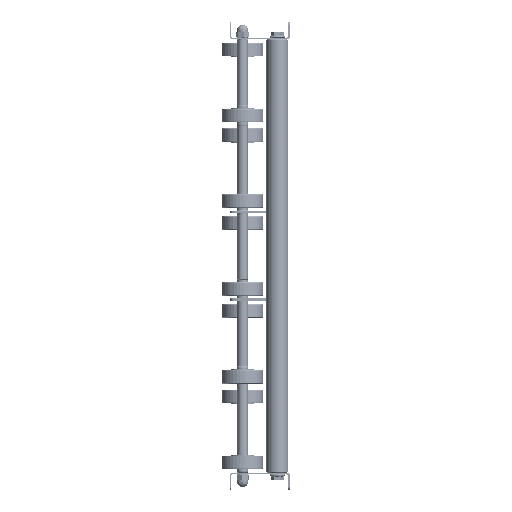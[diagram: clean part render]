
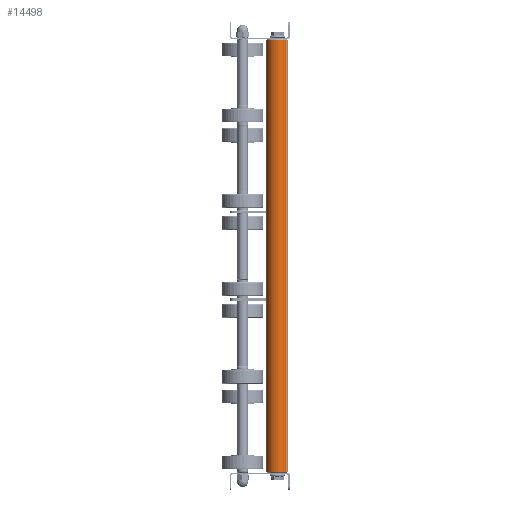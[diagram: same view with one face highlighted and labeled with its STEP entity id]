
A CAD part, left-side view. The second image highlights one B-rep face of the part: STEP entity #14498.
In plain terms, the highlighted cylindrical face has radius 12.5 mm (diameter 25 mm), a partial arc.
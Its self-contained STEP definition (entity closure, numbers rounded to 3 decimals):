
#47 = CIRCLE ( 'NONE', #6319, 12.5 ) ;
#115 = VERTEX_POINT ( 'NONE', #10177 ) ;
#263 = EDGE_LOOP ( 'NONE', ( #14180, #16654, #20376, #16245 ) ) ;
#1328 = FACE_OUTER_BOUND ( 'NONE', #263, .T. ) ;
#2199 = EDGE_CURVE ( 'NONE', #115, #21545, #47, .T. ) ;
#2413 = DIRECTION ( 'NONE',  ( -1., 0., 0. ) ) ;
#3508 = VERTEX_POINT ( 'NONE', #18971 ) ;
#3885 = CARTESIAN_POINT ( 'NONE',  ( 499., 0., 12.5 ) ) ;
#4714 = CIRCLE ( 'NONE', #19754, 12.5 ) ;
#4841 = VECTOR ( 'NONE', #5928, 1000. ) ;
#5799 = EDGE_CURVE ( 'NONE', #115, #3508, #21009, .T. ) ;
#5928 = DIRECTION ( 'NONE',  ( -1., 0., 0. ) ) ;
#6319 = AXIS2_PLACEMENT_3D ( 'NONE', #13186, #6733, #8166 ) ;
#6733 = DIRECTION ( 'NONE',  ( -1., 0., 0. ) ) ;
#7263 = VERTEX_POINT ( 'NONE', #8718 ) ;
#7644 = CARTESIAN_POINT ( 'NONE',  ( 1., 0., 0. ) ) ;
#7991 = CARTESIAN_POINT ( 'NONE',  ( 500., 0., 0. ) ) ;
#8166 = DIRECTION ( 'NONE',  ( 0., 0., -1. ) ) ;
#8718 = CARTESIAN_POINT ( 'NONE',  ( 1., 0., 12.5 ) ) ;
#9264 = EDGE_CURVE ( 'NONE', #21545, #7263, #10956, .T. ) ;
#9517 = CYLINDRICAL_SURFACE ( 'NONE', #19496, 12.5 ) ;
#10003 = VECTOR ( 'NONE', #2413, 1000. ) ;
#10177 = CARTESIAN_POINT ( 'NONE',  ( 499., 0., -12.5 ) ) ;
#10956 = LINE ( 'NONE', #17335, #4841 ) ;
#11229 = EDGE_CURVE ( 'NONE', #7263, #3508, #4714, .T. ) ;
#12667 = CARTESIAN_POINT ( 'NONE',  ( 500., 0., -12.5 ) ) ;
#13186 = CARTESIAN_POINT ( 'NONE',  ( 499., 0., 0. ) ) ;
#14180 = ORIENTED_EDGE ( 'NONE', *, *, #5799, .F. ) ;
#14498 = ADVANCED_FACE ( 'NONE', ( #1328 ), #9517, .T. ) ;
#16245 = ORIENTED_EDGE ( 'NONE', *, *, #11229, .T. ) ;
#16654 = ORIENTED_EDGE ( 'NONE', *, *, #2199, .T. ) ;
#17335 = CARTESIAN_POINT ( 'NONE',  ( 500., 0., 12.5 ) ) ;
#17739 = DIRECTION ( 'NONE',  ( -1., 0., 0. ) ) ;
#18063 = DIRECTION ( 'NONE',  ( 0., 0., 1. ) ) ;
#18971 = CARTESIAN_POINT ( 'NONE',  ( 1., 0., -12.5 ) ) ;
#19356 = DIRECTION ( 'NONE',  ( 1., 0., 0. ) ) ;
#19496 = AXIS2_PLACEMENT_3D ( 'NONE', #7991, #17739, #18063 ) ;
#19754 = AXIS2_PLACEMENT_3D ( 'NONE', #7644, #19356, #21227 ) ;
#20376 = ORIENTED_EDGE ( 'NONE', *, *, #9264, .T. ) ;
#21009 = LINE ( 'NONE', #12667, #10003 ) ;
#21227 = DIRECTION ( 'NONE',  ( 0., 0., -1. ) ) ;
#21545 = VERTEX_POINT ( 'NONE', #3885 ) ;
